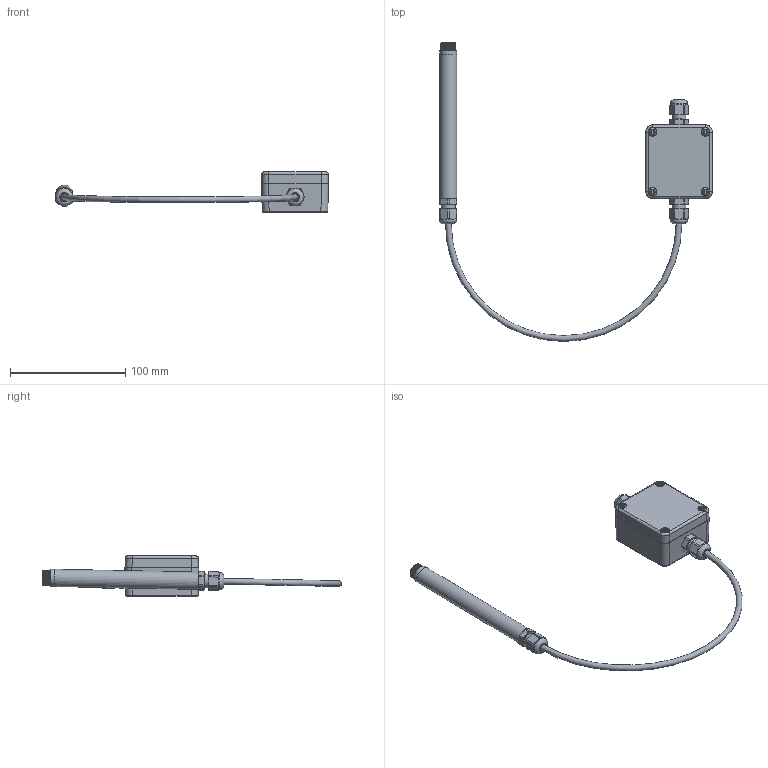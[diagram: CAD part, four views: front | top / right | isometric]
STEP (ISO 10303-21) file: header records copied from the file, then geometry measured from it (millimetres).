
FILE_DESCRIPTION(/* description */ (''),/* implementation_level */ '2;1');
FILE_NAME(/* name */ 'Si-xxxWExx.step',/* time_stamp */ '2021-07-30T09:19:43+02:00',/* author */ (''),/* organization */ (''),/* preprocessor_version */ 'ST-DEVELOPER v18.1',/* originating_system */ 'Autodesk Translation Framework v10.9.0.1377',/* authorisation */ '');
FILE_SCHEMA (('AUTOMOTIVE_DESIGN { 1 0 10303 214 3 1 1 }'));
Length unit declared in the file: millimetre
Products named in the file (8): Si-xxxWExx; G201_C; wieko; sruba_M4; Tuleja_WE; G1/4_PG7_prostokat; M12_dlawnica; Przewod
Assembly tree (12 placements, depth 3):
  Si-xxxWExx
    M12_dlawnica  x2
    G201_C
      wieko
      sruba_M4  x4
    Tuleja_WE
      G1/4_PG7_prostokat
      M12_dlawnica
      Przewod
Bounding box: 236.44 x 259.12 x 35 mm (x, y, z)
Volume: 82435.3 mm3; surface area: 57793.6 mm2
Topology: 12 solids, 12 shells, 629 faces, 1515 edges, 952 vertices
Faces by surface type: plane 254, cylinder 162, cone 126, torus 43, bspline 40, sphere 4
Full cylindrical faces by diameter (mm): 3.242 x6, 3.5 x4, 4 x7, 4.3 x2, 4.4 x2, 4.5 x4, 4.871 x2, 4.9 x4, 5.5 x3, 6.5 x4, 7.5 x4, 8 x3, 8.4 x2, 9.957 x3, 11.08 x4, 11.445 x5, 12 x7, 12.3 x5, 15 x5
Entity records: 20268 total; most frequent: CARTESIAN_POINT 9320, DIRECTION 2315, ORIENTED_EDGE 2194, EDGE_CURVE 1097, AXIS2_PLACEMENT_3D 895, VERTEX_POINT 696, LINE 525, VECTOR 525
